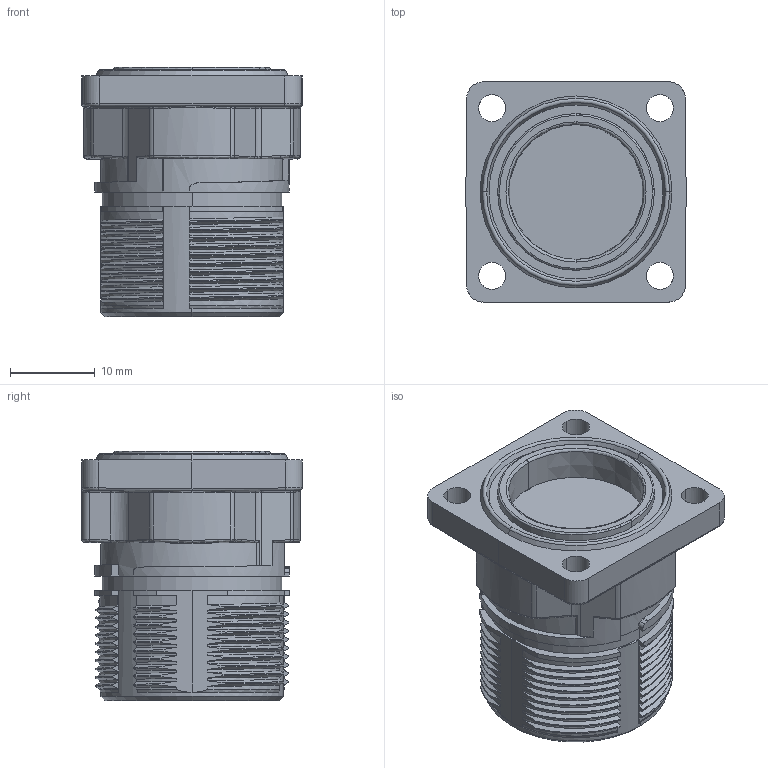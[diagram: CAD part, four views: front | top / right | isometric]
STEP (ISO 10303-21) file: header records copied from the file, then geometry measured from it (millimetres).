
FILE_DESCRIPTION((''),'2;1');
FILE_NAME('3D_1810123003001_MR23-012-BK26-','2020-12-16T',('tc.chen'),(''),'PRO/ENGINEER BY PARAMETRIC TECHNOLOGY CORPORATION, 2012480','PRO/ENGINEER BY PARAMETRIC TECHNOLOGY CORPORATION, 2012480','');
FILE_SCHEMA(('AUTOMOTIVE_DESIGN { 1 0 10303 214 1 1 1 1 }'));
Length unit declared in the file: millimetre
Products named in the file (1): 3D_1810123003001_MR23-012-BK26-
Bounding box: 26 x 26 x 29.4 mm (x, y, z)
Volume: 9184.1 mm3; surface area: 5607.1 mm2
Topology: 1 solids, 1 shells, 770 faces, 2171 edges, 1425 vertices
Faces by surface type: plane 208, bspline 204, cylinder 190, cone 105, extrusion 29, torus 28, sphere 6
Entity records: 41161 total; most frequent: CARTESIAN_POINT 16341, ORIENTED_EDGE 4326, DIRECTION 2845, EDGE_CURVE 2163, VERTEX_POINT 1425, FILL_AREA_STYLE_COLOUR 1063, FILL_AREA_STYLE 1063, SURFACE_STYLE_FILL_AREA 1063
